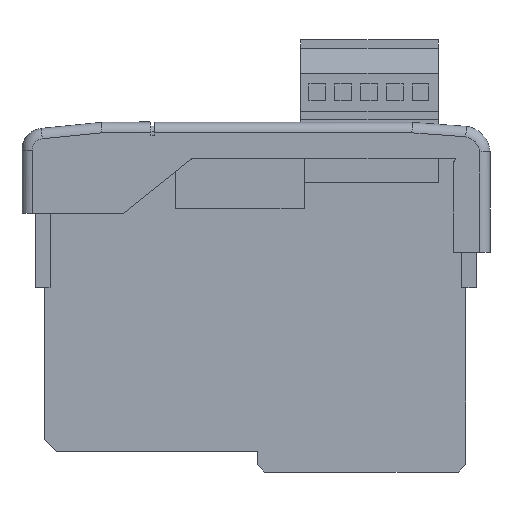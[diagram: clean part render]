
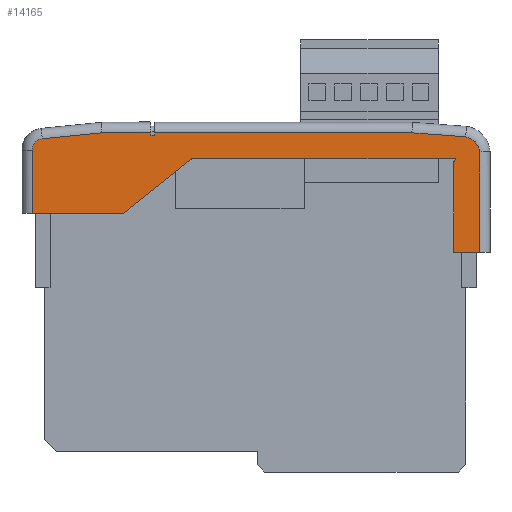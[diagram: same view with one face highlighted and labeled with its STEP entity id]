
A CAD part, left-side view. The second image highlights one B-rep face of the part: STEP entity #14165.
In plain terms, the highlighted planar face has unit normal (-1, 0, 0).
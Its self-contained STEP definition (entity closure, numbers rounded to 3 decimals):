
#1522 = CARTESIAN_POINT ( 'NONE',  ( 0.5, 23.974, 3.114 ) ) ;
#1523 = DIRECTION ( 'NONE',  ( 0., 0., 1. ) ) ;
#1524 = VECTOR ( 'NONE', #1523, 1000. ) ;
#1525 = CARTESIAN_POINT ( 'NONE',  ( 0.5, 23.974, 4.364 ) ) ;
#1526 = LINE ( 'NONE', #1525, #1524 ) ;
#4307 = DIRECTION ( 'NONE',  ( 0., -1., 0. ) ) ;
#4308 = VECTOR ( 'NONE', #4307, 1000. ) ;
#4309 = CARTESIAN_POINT ( 'NONE',  ( 0.5, 24.723, 2.616 ) ) ;
#4310 = LINE ( 'NONE', #4309, #4308 ) ;
#4312 = CARTESIAN_POINT ( 'NONE',  ( 0.5, 24.723, 2.616 ) ) ;
#4313 = CARTESIAN_POINT ( 'NONE',  ( 0.5, 23.974, 2.616 ) ) ;
#4427 = CARTESIAN_POINT ( 'NONE',  ( 0.5, 29.973, -12.386 ) ) ;
#4428 = DIRECTION ( 'NONE',  ( 0., 0.782, -0.624 ) ) ;
#4429 = VECTOR ( 'NONE', #4428, 1000. ) ;
#4430 = CARTESIAN_POINT ( 'NONE',  ( 0.5, 29.973, -12.386 ) ) ;
#4431 = LINE ( 'NONE', #4430, #4429 ) ;
#10357 = VERTEX_POINT ( 'NONE', #4313 ) ;
#10360 = VERTEX_POINT ( 'NONE', #4312 ) ;
#10362 = EDGE_CURVE ( 'NONE', #10360, #10357, #4310, .T. ) ;
#10405 = EDGE_CURVE ( 'NONE', #11171, #10406, #4431, .T. ) ;
#10406 = VERTEX_POINT ( 'NONE', #4427 ) ;
#11113 = VERTEX_POINT ( 'NONE', #25033 ) ;
#11118 = EDGE_CURVE ( 'NONE', #11113, #11119, #25032, .T. ) ;
#11119 = VERTEX_POINT ( 'NONE', #25028 ) ;
#11170 = EDGE_CURVE ( 'NONE', #11200, #11171, #25157, .T. ) ;
#11171 = VERTEX_POINT ( 'NONE', #25152 ) ;
#11198 = EDGE_CURVE ( 'NONE', #11227, #11200, #25179, .T. ) ;
#11200 = VERTEX_POINT ( 'NONE', #25175 ) ;
#11225 = EDGE_CURVE ( 'NONE', #11119, #11227, #25273, .T. ) ;
#11227 = VERTEX_POINT ( 'NONE', #25269 ) ;
#13968 = VERTEX_POINT ( 'NONE', #25503 ) ;
#14008 = VERTEX_POINT ( 'NONE', #25646 ) ;
#14012 = VERTEX_POINT ( 'NONE', #25677 ) ;
#14015 = EDGE_CURVE ( 'NONE', #14030, #14012, #25675, .T. ) ;
#14024 = EDGE_CURVE ( 'NONE', #14043, #13968, #25698, .T. ) ;
#14030 = VERTEX_POINT ( 'NONE', #25771 ) ;
#14032 = EDGE_CURVE ( 'NONE', #13968, #14030, #25769, .T. ) ;
#14043 = VERTEX_POINT ( 'NONE', #25773 ) ;
#14050 = EDGE_CURVE ( 'NONE', #14074, #14008, #25815, .T. ) ;
#14068 = EDGE_CURVE ( 'NONE', #14008, #14077, #25867, .T. ) ;
#14074 = VERTEX_POINT ( 'NONE', #25893 ) ;
#14077 = VERTEX_POINT ( 'NONE', #25938 ) ;
#14084 = VERTEX_POINT ( 'NONE', #25931 ) ;
#14086 = EDGE_CURVE ( 'NONE', #14077, #14084, #25930, .T. ) ;
#14136 = ORIENTED_EDGE ( 'NONE', *, *, #11170, .F. ) ;
#14137 = ORIENTED_EDGE ( 'NONE', *, *, #11198, .F. ) ;
#14138 = ORIENTED_EDGE ( 'NONE', *, *, #11225, .F. ) ;
#14139 = ORIENTED_EDGE ( 'NONE', *, *, #11118, .F. ) ;
#14140 = ORIENTED_EDGE ( 'NONE', *, *, #14141, .T. ) ;
#14141 = EDGE_CURVE ( 'NONE', #11113, #14074, #26147, .T. ) ;
#14142 = ORIENTED_EDGE ( 'NONE', *, *, #14050, .T. ) ;
#14143 = ORIENTED_EDGE ( 'NONE', *, *, #14068, .T. ) ;
#14144 = ORIENTED_EDGE ( 'NONE', *, *, #14086, .T. ) ;
#14146 = ORIENTED_EDGE ( 'NONE', *, *, #10362, .F. ) ;
#14147 = ORIENTED_EDGE ( 'NONE', *, *, #14148, .F. ) ;
#14148 = EDGE_CURVE ( 'NONE', #14149, #10360, #26127, .T. ) ;
#14149 = VERTEX_POINT ( 'NONE', #26185 ) ;
#14150 = ORIENTED_EDGE ( 'NONE', *, *, #14151, .T. ) ;
#14151 = EDGE_CURVE ( 'NONE', #14149, #14043, #26184, .T. ) ;
#14152 = ORIENTED_EDGE ( 'NONE', *, *, #14024, .T. ) ;
#14153 = ORIENTED_EDGE ( 'NONE', *, *, #14032, .T. ) ;
#14154 = ORIENTED_EDGE ( 'NONE', *, *, #14015, .T. ) ;
#14155 = ORIENTED_EDGE ( 'NONE', *, *, #14156, .T. ) ;
#14156 = EDGE_CURVE ( 'NONE', #14012, #10406, #26180, .T. ) ;
#14157 = ORIENTED_EDGE ( 'NONE', *, *, #10405, .F. ) ;
#14165 = ADVANCED_FACE ( 'NONE', ( #26161 ), #26209, .F. ) ;
#14166 = EDGE_LOOP ( 'NONE', ( #14167, #14169, #14146, #14147, #14150, #14152, #14153, #14154, #14155, #14157, #14136, #14137, #14138, #14139, #14140, #14142, #14143, #14144 ) ) ;
#14167 = ORIENTED_EDGE ( 'NONE', *, *, #14168, .T. ) ;
#14168 = EDGE_CURVE ( 'NONE', #14084, #15238, #26204, .T. ) ;
#14169 = ORIENTED_EDGE ( 'NONE', *, *, #15236, .F. ) ;
#15236 = EDGE_CURVE ( 'NONE', #10357, #15238, #1526, .T. ) ;
#15238 = VERTEX_POINT ( 'NONE', #1522 ) ;
#25028 = CARTESIAN_POINT ( 'NONE',  ( 0.5, -33.527, -2.386 ) ) ;
#25029 = DIRECTION ( 'NONE',  ( 0., 0., 1. ) ) ;
#25030 = VECTOR ( 'NONE', #25029, 1000. ) ;
#25031 = CARTESIAN_POINT ( 'NONE',  ( 0.5, -33.527, -2.386 ) ) ;
#25032 = LINE ( 'NONE', #25031, #25030 ) ;
#25033 = CARTESIAN_POINT ( 'NONE',  ( 0.5, -33.527, -19.886 ) ) ;
#25152 = CARTESIAN_POINT ( 'NONE',  ( 0.5, 16.989, -2.023 ) ) ;
#25153 = DIRECTION ( 'NONE',  ( 0., 0., -1. ) ) ;
#25154 = DIRECTION ( 'NONE',  ( -1., 0., 0. ) ) ;
#25155 = CARTESIAN_POINT ( 'NONE',  ( 0.5, 16.645, -2.386 ) ) ;
#25156 = AXIS2_PLACEMENT_3D ( 'NONE', #25155, #25154, #25153 ) ;
#25157 = CIRCLE ( 'NONE', #25156, 0.5 ) ;
#25175 = CARTESIAN_POINT ( 'NONE',  ( 0.5, 16.645, -1.886 ) ) ;
#25176 = DIRECTION ( 'NONE',  ( 0., 1., 0. ) ) ;
#25177 = VECTOR ( 'NONE', #25176, 1000. ) ;
#25178 = CARTESIAN_POINT ( 'NONE',  ( 0.5, 16.645, -1.886 ) ) ;
#25179 = LINE ( 'NONE', #25178, #25177 ) ;
#25225 = CARTESIAN_POINT ( 'NONE',  ( 0.5, -33.326, -1.928 ) ) ;
#25269 = CARTESIAN_POINT ( 'NONE',  ( 0.5, -33.824, -1.886 ) ) ;
#25270 = DIRECTION ( 'NONE',  ( 0., 0., -1. ) ) ;
#25271 = DIRECTION ( 'NONE',  ( -1., 0., 0. ) ) ;
#25272 = AXIS2_PLACEMENT_3D ( 'NONE', #25225, #25271, #25270 ) ;
#25273 = CIRCLE ( 'NONE', #25272, 0.5 ) ;
#25503 = CARTESIAN_POINT ( 'NONE',  ( 0.5, 45.569, 1.973 ) ) ;
#25646 = CARTESIAN_POINT ( 'NONE',  ( 0.5, -38.527, -0.55 ) ) ;
#25672 = DIRECTION ( 'NONE',  ( 0., 0., -1. ) ) ;
#25673 = VECTOR ( 'NONE', #25672, 1000. ) ;
#25674 = CARTESIAN_POINT ( 'NONE',  ( 0.5, 47.473, -12.386 ) ) ;
#25675 = LINE ( 'NONE', #25674, #25673 ) ;
#25677 = CARTESIAN_POINT ( 'NONE',  ( 0.5, 47.473, -12.386 ) ) ;
#25695 = DIRECTION ( 'NONE',  ( 0., 0.995, -0.1 ) ) ;
#25696 = VECTOR ( 'NONE', #25695, 1000. ) ;
#25697 = CARTESIAN_POINT ( 'NONE',  ( 0.5, 45.569, 1.973 ) ) ;
#25698 = LINE ( 'NONE', #25697, #25696 ) ;
#25751 = DIRECTION ( 'NONE',  ( 0., 0., -1. ) ) ;
#25752 = DIRECTION ( 'NONE',  ( -1., 0., 0. ) ) ;
#25753 = CARTESIAN_POINT ( 'NONE',  ( 0.5, 45.358, -0.133 ) ) ;
#25768 = AXIS2_PLACEMENT_3D ( 'NONE', #25753, #25752, #25751 ) ;
#25769 = CIRCLE ( 'NONE', #25768, 2.116 ) ;
#25771 = CARTESIAN_POINT ( 'NONE',  ( 0.5, 47.473, -0.213 ) ) ;
#25773 = CARTESIAN_POINT ( 'NONE',  ( 0.5, 34.17, 3.114 ) ) ;
#25811 = DIRECTION ( 'NONE',  ( 0., 0., 1. ) ) ;
#25812 = VECTOR ( 'NONE', #25811, 1000. ) ;
#25813 = CARTESIAN_POINT ( 'NONE',  ( 0.5, -38.527, -0.463 ) ) ;
#25815 = LINE ( 'NONE', #25813, #25812 ) ;
#25863 = DIRECTION ( 'NONE',  ( 0., 0., -1. ) ) ;
#25864 = DIRECTION ( 'NONE',  ( -1., 0., 0. ) ) ;
#25865 = CARTESIAN_POINT ( 'NONE',  ( 0.5, -35.258, -0.876 ) ) ;
#25866 = AXIS2_PLACEMENT_3D ( 'NONE', #25865, #25864, #25863 ) ;
#25867 = CIRCLE ( 'NONE', #25866, 3.285 ) ;
#25893 = CARTESIAN_POINT ( 'NONE',  ( 0.5, -38.527, -19.886 ) ) ;
#25921 = DIRECTION ( 'NONE',  ( 0., 0.997, 0.073 ) ) ;
#25922 = VECTOR ( 'NONE', #25921, 1000. ) ;
#25923 = CARTESIAN_POINT ( 'NONE',  ( 0.5, -35.496, 2.384 ) ) ;
#25930 = LINE ( 'NONE', #25923, #25922 ) ;
#25931 = CARTESIAN_POINT ( 'NONE',  ( 0.5, -25.509, 3.114 ) ) ;
#25938 = CARTESIAN_POINT ( 'NONE',  ( 0.5, -35.822, 2.36 ) ) ;
#26127 = LINE ( 'NONE', #26188, #26187 ) ;
#26144 = DIRECTION ( 'NONE',  ( 0., -1., 0. ) ) ;
#26145 = VECTOR ( 'NONE', #26144, 1000. ) ;
#26146 = CARTESIAN_POINT ( 'NONE',  ( 0.5, -40.527, -19.886 ) ) ;
#26147 = LINE ( 'NONE', #26146, #26145 ) ;
#26161 = FACE_OUTER_BOUND ( 'NONE', #14166, .T. ) ;
#26177 = DIRECTION ( 'NONE',  ( 0., -1., 0. ) ) ;
#26178 = VECTOR ( 'NONE', #26177, 1000. ) ;
#26179 = CARTESIAN_POINT ( 'NONE',  ( 0.5, 29.973, -12.386 ) ) ;
#26180 = LINE ( 'NONE', #26179, #26178 ) ;
#26181 = DIRECTION ( 'NONE',  ( 0., 1., 0. ) ) ;
#26182 = VECTOR ( 'NONE', #26181, 1000. ) ;
#26183 = CARTESIAN_POINT ( 'NONE',  ( 0.5, 34.27, 3.114 ) ) ;
#26184 = LINE ( 'NONE', #26183, #26182 ) ;
#26185 = CARTESIAN_POINT ( 'NONE',  ( 0.5, 24.723, 3.114 ) ) ;
#26186 = DIRECTION ( 'NONE',  ( 0., 0., -1. ) ) ;
#26187 = VECTOR ( 'NONE', #26186, 1000. ) ;
#26188 = CARTESIAN_POINT ( 'NONE',  ( 0.5, 24.723, 4.364 ) ) ;
#26201 = DIRECTION ( 'NONE',  ( 0., 1., 0. ) ) ;
#26202 = VECTOR ( 'NONE', #26201, 1000. ) ;
#26203 = CARTESIAN_POINT ( 'NONE',  ( 0.5, 34.27, 3.114 ) ) ;
#26204 = LINE ( 'NONE', #26203, #26202 ) ;
#26205 = DIRECTION ( 'NONE',  ( 0., 0., -1. ) ) ;
#26206 = DIRECTION ( 'NONE',  ( 1., 0., 0. ) ) ;
#26207 = CARTESIAN_POINT ( 'NONE',  ( 0.5, -35.258, -0.876 ) ) ;
#26208 = AXIS2_PLACEMENT_3D ( 'NONE', #26207, #26206, #26205 ) ;
#26209 = PLANE ( 'NONE',  #26208 ) ;
